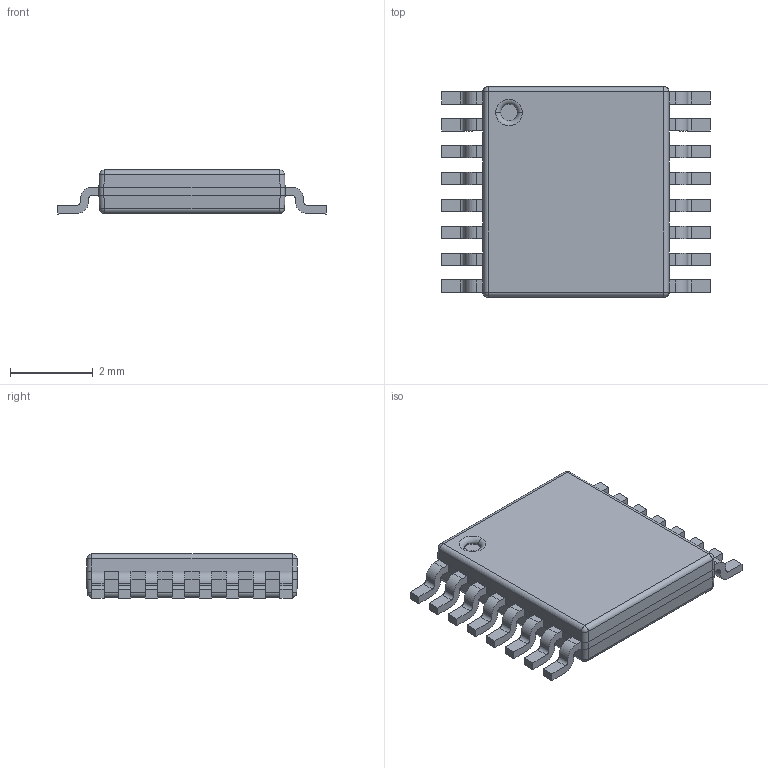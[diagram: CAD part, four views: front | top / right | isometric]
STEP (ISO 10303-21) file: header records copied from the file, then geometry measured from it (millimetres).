
FILE_DESCRIPTION (( 'STEP AP214' ), '1' );
FILE_NAME ('User Library-AS3933-BTST.STEP', '2014-08-05T07:23:45', ( 'Windows User' ), ( '' ), 'SwSTEP 2.0', 'SolidWorks 2014', '' );
FILE_SCHEMA (( 'AUTOMOTIVE_DESIGN' ));
Length unit declared in the file: millimetre
Products named in the file (1): User Library-AS3933-BTST
Bounding box: 6.5 x 5.1 x 1.06 mm (x, y, z)
Volume: 25 mm3; surface area: 83.9 mm2
Topology: 1 solids, 1 shells, 271 faces, 714 edges, 446 vertices
Faces by surface type: plane 175, cylinder 86, sphere 8, torus 2
Entity records: 10792 total; most frequent: CARTESIAN_POINT 1456, ORIENTED_EDGE 1428, DIRECTION 1410, EDGE_CURVE 714, LINE 546, VECTOR 546, VERTEX_POINT 446, AXIS2_PLACEMENT_3D 432
